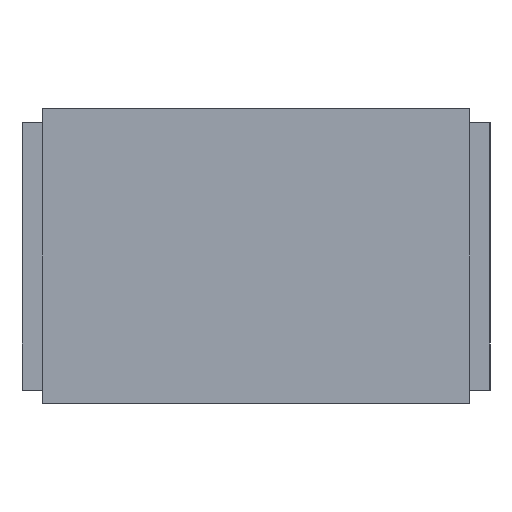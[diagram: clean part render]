
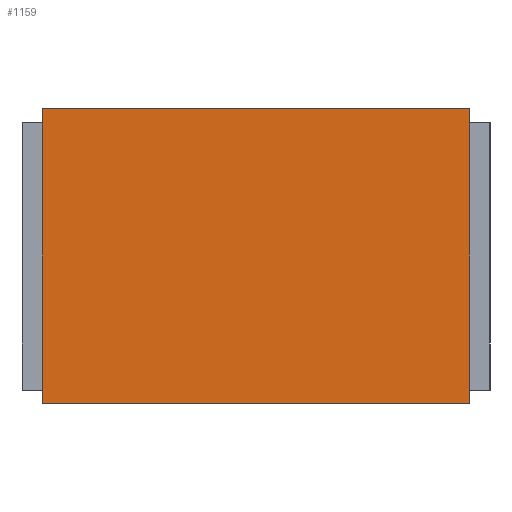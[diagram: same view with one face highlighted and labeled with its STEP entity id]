
A CAD part, left-side view. The second image highlights one B-rep face of the part: STEP entity #1159.
In plain terms, the highlighted planar face has unit normal (-1, 0, 0).
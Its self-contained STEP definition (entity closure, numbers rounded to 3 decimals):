
#1074=CARTESIAN_POINT('',(-0.851,-0.406,0.559));
#1073=VERTEX_POINT('',#1074);
#1092=CARTESIAN_POINT('',(-0.851,0.406,0.559));
#1091=VERTEX_POINT('',#1092);
#1100=EDGE_CURVE('',#1073,#1091,#1105,.T.);
#1105=LINE('',#1074,#1107);
#1107=VECTOR('',#1108,0.813);
#1108=DIRECTION('',(0.0,1.0,0.0));
#1159=ADVANCED_FACE('',(#1165),#1160,.T.);
#1160=PLANE('',#1161);
#1161=AXIS2_PLACEMENT_3D('',#1162,#1163,#1164);
#1162=CARTESIAN_POINT('',(-0.851,0.406,0.0));
#1163=DIRECTION('',(-1.0,0.0,0.0));
#1164=DIRECTION('',(0.,0.,1.));
#1165=FACE_OUTER_BOUND('',#1166,.T.);
#1166=EDGE_LOOP('',(#1167,#1177,#1187,#1197));
#1170=CARTESIAN_POINT('',(-0.851,-0.406,0.0));
#1169=VERTEX_POINT('',#1170);
#1172=CARTESIAN_POINT('',(-0.851,0.406,0.0));
#1171=VERTEX_POINT('',#1172);
#1168=EDGE_CURVE('',#1169,#1171,#1173,.T.);
#1173=LINE('',#1170,#1175);
#1175=VECTOR('',#1176,0.813);
#1176=DIRECTION('',(0.0,1.0,0.0));
#1167=ORIENTED_EDGE('',*,*,#1168,.F.);
#1178=EDGE_CURVE('',#1073,#1169,#1183,.T.);
#1183=LINE('',#1074,#1185);
#1185=VECTOR('',#1186,0.559);
#1186=DIRECTION('',(0.0,0.0,-1.0));
#1177=ORIENTED_EDGE('',*,*,#1178,.F.);
#1187=ORIENTED_EDGE('',*,*,#1100,.T.);
#1198=EDGE_CURVE('',#1171,#1091,#1203,.T.);
#1203=LINE('',#1172,#1205);
#1205=VECTOR('',#1206,0.559);
#1206=DIRECTION('',(0.0,0.0,1.0));
#1197=ORIENTED_EDGE('',*,*,#1198,.F.);
